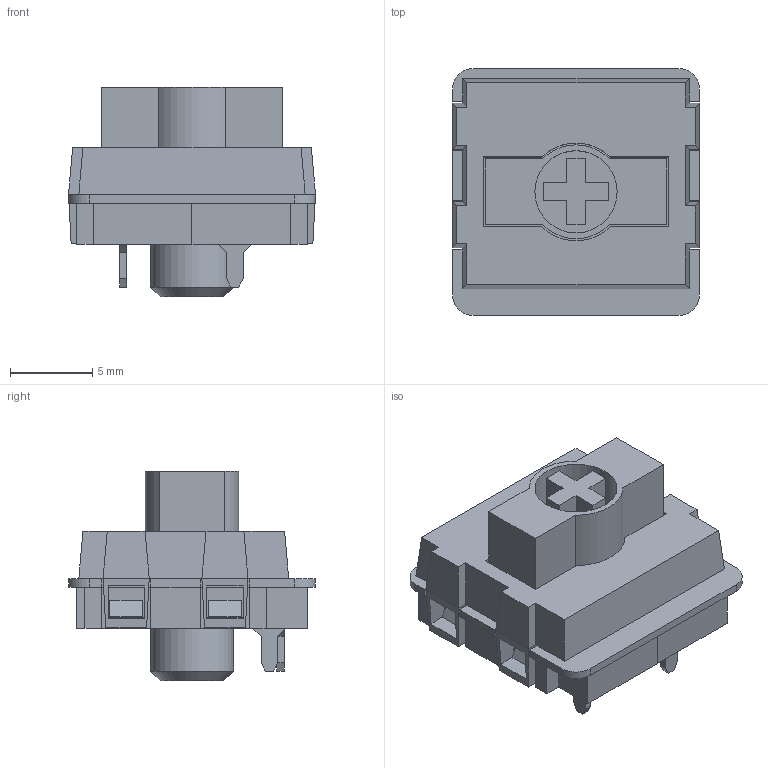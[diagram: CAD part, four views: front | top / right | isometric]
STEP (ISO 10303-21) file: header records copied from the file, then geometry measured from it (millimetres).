
FILE_DESCRIPTION(('FreeCAD Model'),'2;1');
FILE_NAME('Open CASCADE Shape Model','2023-06-30T23:43:45',(''),(''), 'Open CASCADE STEP processor 7.6','FreeCAD','Unknown');
FILE_SCHEMA(('AUTOMOTIVE_DESIGN { 1 0 10303 214 1 1 1 1 }'));
Length unit declared in the file: millimetre
Products named in the file (6): Gateron_KS_33_v3; Base; Stem; Cap; PinA; PinB
Assembly tree (5 placements, depth 2):
  Gateron_KS_33_v3
    Base
    Stem
    Cap
    PinA
    PinB
Bounding box: 15 x 15 x 12.75 mm (x, y, z)
Volume: 1231.5 mm3; surface area: 1741.2 mm2
Topology: 5 solids, 5 shells, 199 faces, 521 edges, 339 vertices
Faces by surface type: plane 151, bspline 36, cylinder 11, cone 1
Full cylindrical faces by diameter (mm): 5 x1, 5.05 x1
Entity records: 12954 total; most frequent: CARTESIAN_POINT 2599, DIRECTION 1754, LINE 1362, VECTOR 1362, ORIENTED_EDGE 1042, PCURVE 1042, DEFINITIONAL_REPRESENTATION 1042, EDGE_CURVE 521
